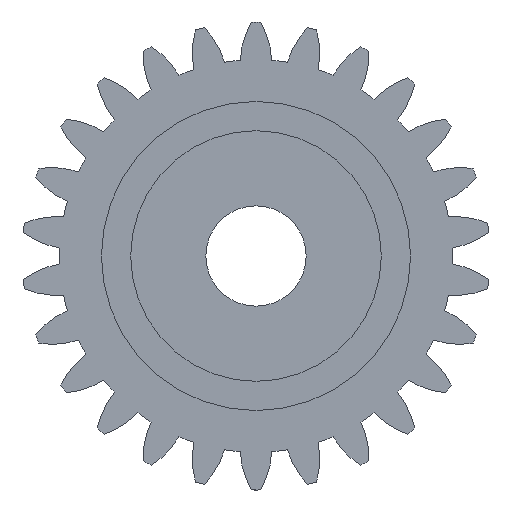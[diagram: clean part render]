
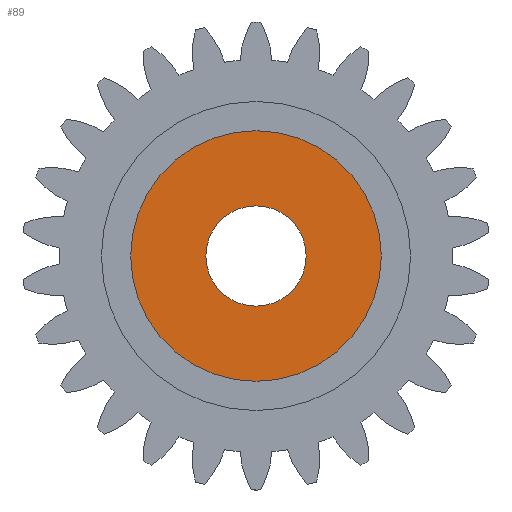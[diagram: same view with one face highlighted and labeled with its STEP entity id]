
A CAD part, left-side view. The second image highlights one B-rep face of the part: STEP entity #89.
In plain terms, the highlighted planar face has unit normal (-1, 0, 0).
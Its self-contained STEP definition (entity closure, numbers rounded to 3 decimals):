
#11 = EDGE_CURVE ( 'NONE', #219, #2021, #1663, .T. ) ;
#89 = ADVANCED_FACE ( 'NONE', ( #3185, #4192 ), #3248, .F. ) ;
#105 = DIRECTION ( 'NONE',  ( 0., 1., 0. ) ) ;
#219 = VERTEX_POINT ( 'NONE', #1443 ) ;
#486 = CARTESIAN_POINT ( 'NONE',  ( 0., 0., 0. ) ) ;
#514 = DIRECTION ( 'NONE',  ( 0., 0., -1. ) ) ;
#532 = DIRECTION ( 'NONE',  ( 1., 0., 0. ) ) ;
#686 = EDGE_CURVE ( 'NONE', #3352, #2362, #2485, .T. ) ;
#775 = AXIS2_PLACEMENT_3D ( 'NONE', #945, #532, #925 ) ;
#925 = DIRECTION ( 'NONE',  ( 0., 0., -1. ) ) ;
#945 = CARTESIAN_POINT ( 'NONE',  ( 0., 0., 0. ) ) ;
#1136 = ORIENTED_EDGE ( 'NONE', *, *, #686, .F. ) ;
#1237 = DIRECTION ( 'NONE',  ( 0., 1., 0. ) ) ;
#1443 = CARTESIAN_POINT ( 'NONE',  ( 0., 0., 3. ) ) ;
#1486 = CARTESIAN_POINT ( 'NONE',  ( 0., 0., 7.5 ) ) ;
#1500 = DIRECTION ( 'NONE',  ( 1., 0., 0. ) ) ;
#1534 = ORIENTED_EDGE ( 'NONE', *, *, #3497, .T. ) ;
#1663 = CIRCLE ( 'NONE', #4209, 3. ) ;
#1672 = AXIS2_PLACEMENT_3D ( 'NONE', #486, #1500, #3830 ) ;
#1708 = CARTESIAN_POINT ( 'NONE',  ( 0., 0., 0. ) ) ;
#1750 = DIRECTION ( 'NONE',  ( 1., 0., 0. ) ) ;
#1926 = ORIENTED_EDGE ( 'NONE', *, *, #11, .T. ) ;
#1962 = CARTESIAN_POINT ( 'NONE',  ( 0., 0., -3. ) ) ;
#2021 = VERTEX_POINT ( 'NONE', #1962 ) ;
#2153 = CARTESIAN_POINT ( 'NONE',  ( 0., 0., 0. ) ) ;
#2192 = CARTESIAN_POINT ( 'NONE',  ( 0., 0., 0. ) ) ;
#2255 = EDGE_LOOP ( 'NONE', ( #1926, #1534 ) ) ;
#2296 = CIRCLE ( 'NONE', #1672, 7.5 ) ;
#2362 = VERTEX_POINT ( 'NONE', #1486 ) ;
#2485 = CIRCLE ( 'NONE', #2825, 7.5 ) ;
#2490 = CIRCLE ( 'NONE', #3182, 3. ) ;
#2744 = ORIENTED_EDGE ( 'NONE', *, *, #4020, .F. ) ;
#2825 = AXIS2_PLACEMENT_3D ( 'NONE', #2153, #4090, #514 ) ;
#3182 = AXIS2_PLACEMENT_3D ( 'NONE', #1708, #1750, #105 ) ;
#3185 = FACE_BOUND ( 'NONE', #2255, .T. ) ;
#3241 = CARTESIAN_POINT ( 'NONE',  ( 0., 0., -7.5 ) ) ;
#3248 = PLANE ( 'NONE',  #775 ) ;
#3352 = VERTEX_POINT ( 'NONE', #3241 ) ;
#3495 = EDGE_LOOP ( 'NONE', ( #2744, #1136 ) ) ;
#3497 = EDGE_CURVE ( 'NONE', #2021, #219, #2490, .T. ) ;
#3830 = DIRECTION ( 'NONE',  ( 0., 0., -1. ) ) ;
#3911 = DIRECTION ( 'NONE',  ( 1., 0., 0. ) ) ;
#4020 = EDGE_CURVE ( 'NONE', #2362, #3352, #2296, .T. ) ;
#4090 = DIRECTION ( 'NONE',  ( 1., 0., 0. ) ) ;
#4192 = FACE_OUTER_BOUND ( 'NONE', #3495, .T. ) ;
#4209 = AXIS2_PLACEMENT_3D ( 'NONE', #2192, #3911, #1237 ) ;
